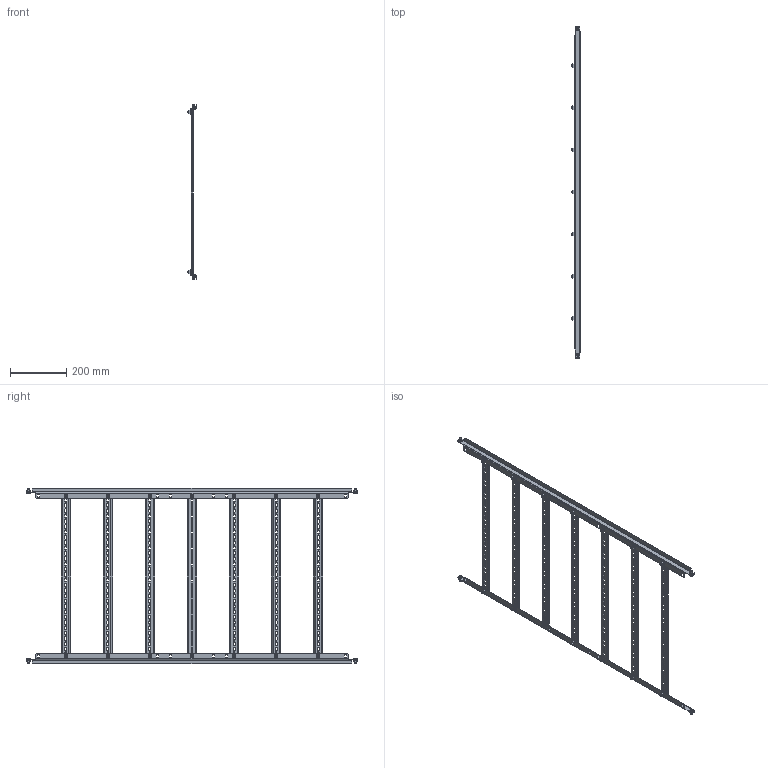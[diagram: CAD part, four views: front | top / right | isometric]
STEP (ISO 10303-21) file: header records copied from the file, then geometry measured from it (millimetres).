
FILE_DESCRIPTION (( 'STEP AP214' ), '1' );
FILE_NAME ('Ðàìà ñ äèí-ðåéêàìè äëÿ 120.65.27 Ãðàíèò EKF PROxima.STEP', '2022-06-28T07:18:46', ( '' ), ( '' ), 'SwSTEP 2.0', 'SolidWorks 2021', '' );
FILE_SCHEMA (( 'AUTOMOTIVE_DESIGN' ));
Length unit declared in the file: millimetre
Products named in the file (5): ﾌﾈ-2457.06.00.001 ﾍ瑜粱 1200; Ãàéêà êóçîâíàÿ Ì6; Óñèëåííàÿ DIN-ðåéêà EKF 585ìì (ñõåìàòè÷íî)_L=260; pan head cross recess screw_din_DIN EN ISO 7045 - M6 x 16 - Z - 16N; Ðàìà ñ äèí-ðåéêàìè äëÿ 120.65.27 Ãðàíèò EKF PROxima
Assembly tree (45 placements, depth 2):
  Ðàìà ñ äèí-ðåéêàìè äëÿ 120.65.27 Ãðàíèò EKF PROxima
    ﾌﾈ-2457.06.00.001 ﾍ瑜粱 1200  x2
    Ãàéêà êóçîâíàÿ Ì6  x18
    pan head cross recess screw_din_DIN EN ISO 7045 - M6 x 16 - Z - 16N  x18
    Óñèëåííàÿ DIN-ðåéêà EKF 585ìì (ñõåìàòè÷íî)_L=260  x7
Bounding box: 35 x 1183 x 627 mm (x, y, z)
Volume: 502366.6 mm3; surface area: 616314.5 mm2
Topology: 45 solids, 45 shells, 2584 faces, 6946 edges, 4434 vertices
Faces by surface type: plane 1546, cylinder 822, cone 108, torus 72, sphere 36
Entity records: 10836 total; most frequent: CARTESIAN_POINT 1913, DIRECTION 1792, ORIENTED_EDGE 1760, EDGE_CURVE 880, VECTOR 644, LINE 644, AXIS2_PLACEMENT_3D 574, VERTEX_POINT 567
